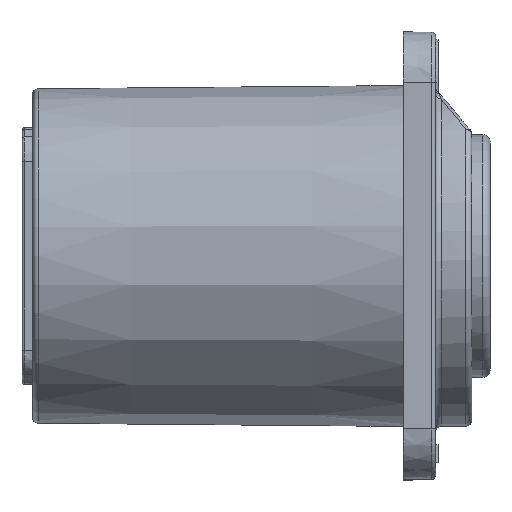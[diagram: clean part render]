
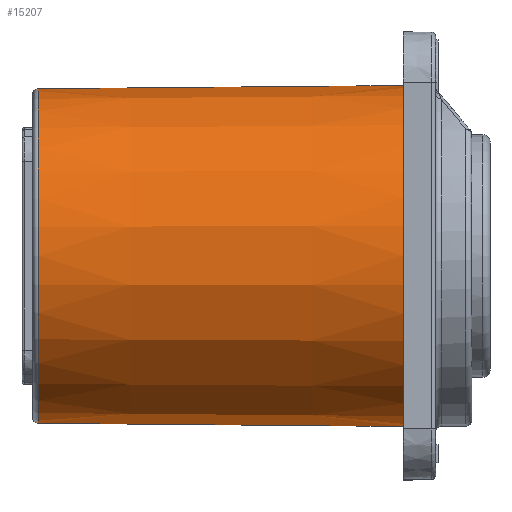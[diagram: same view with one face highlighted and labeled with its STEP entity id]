
A CAD part, top view. The second image highlights one B-rep face of the part: STEP entity #15207.
In plain terms, the highlighted conical face has half-angle 0.5 degrees and reference radius 11.69 mm.
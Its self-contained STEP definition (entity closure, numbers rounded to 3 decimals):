
#5714=CARTESIAN_POINT('',(-25.253,0.,0.));
#5715=DIRECTION('',(-1.,0.,0.));
#5716=DIRECTION('',(0.,-1.,0.));
#5717=AXIS2_PLACEMENT_3D('',#5714,#5715,#5716);
#5719=CARTESIAN_POINT('',(0.,0.,0.));
#5720=DIRECTION('',(1.,0.,0.));
#5721=DIRECTION('',(0.,1.,0.));
#5722=AXIS2_PLACEMENT_3D('',#5719,#5720,#5721);
#6229=DIRECTION('',(-1.,0.009,0.));
#6230=VECTOR('',#6229,25.254);
#6231=CARTESIAN_POINT('',(0.,-11.8,0.));
#6232=LINE('',#6231,#6230);
#6238=DIRECTION('',(-1.,-0.009,0.));
#6239=VECTOR('',#6238,25.254);
#6240=CARTESIAN_POINT('',(0.,11.8,0.));
#6241=LINE('',#6240,#6239);
#8473=CARTESIAN_POINT('',(0.,11.8,0.));
#8474=CARTESIAN_POINT('',(0.,-11.8,0.));
#8475=VERTEX_POINT('',#8473);
#8476=VERTEX_POINT('',#8474);
#8637=CARTESIAN_POINT('',(-25.253,11.58,0.));
#8638=CARTESIAN_POINT('',(-25.253,-11.58,0.));
#8639=VERTEX_POINT('',#8637);
#8640=VERTEX_POINT('',#8638);
#15193=CARTESIAN_POINT('',(-12.627,0.,0.));
#15194=DIRECTION('',(1.,0.,0.));
#15195=DIRECTION('',(0.,-1.,0.));
#15196=AXIS2_PLACEMENT_3D('',#15193,#15194,#15195);
#15197=CONICAL_SURFACE('',#15196,11.69,0.5);
#15199=ORIENTED_EDGE('',*,*,#15198,.T.);
#15201=ORIENTED_EDGE('',*,*,#15200,.F.);
#15202=ORIENTED_EDGE('',*,*,#14717,.T.);
#15204=ORIENTED_EDGE('',*,*,#15203,.T.);
#15205=EDGE_LOOP('',(#15199,#15201,#15202,#15204));
#15206=FACE_OUTER_BOUND('',#15205,.F.);
#15207=ADVANCED_FACE('',(#15206),#15197,.T.);
#5718=CIRCLE('',#5717,11.58);
#5723=CIRCLE('',#5722,11.8);
#14717=EDGE_CURVE('',#8475,#8476,#5723,.T.);
#15198=EDGE_CURVE('',#8640,#8639,#5718,.T.);
#15200=EDGE_CURVE('',#8475,#8639,#6241,.T.);
#15203=EDGE_CURVE('',#8476,#8640,#6232,.T.);
